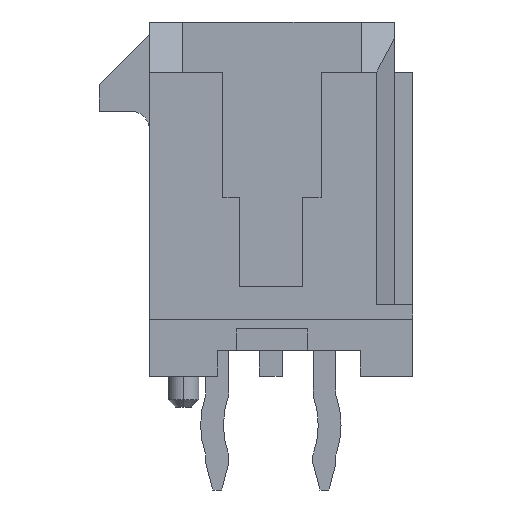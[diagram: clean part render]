
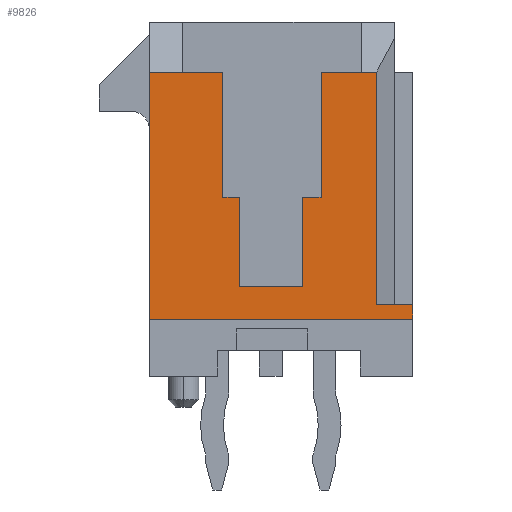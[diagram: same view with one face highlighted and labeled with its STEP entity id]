
A CAD part, left-side view. The second image highlights one B-rep face of the part: STEP entity #9826.
In plain terms, the highlighted planar face has unit normal (-1, 0, 0).
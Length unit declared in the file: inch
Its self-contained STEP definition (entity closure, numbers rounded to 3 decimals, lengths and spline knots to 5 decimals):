
#104 = DIRECTION ( 'NONE',  ( 0., 0., 1. ) ) ;
#152 = VERTEX_POINT ( 'NONE', #14153 ) ;
#198 = DIRECTION ( 'NONE',  ( 0., -1., 0. ) ) ;
#517 = EDGE_CURVE ( 'NONE', #2819, #12685, #15806, .T. ) ;
#875 = CARTESIAN_POINT ( 'NONE',  ( -0.42618, 0., 0. ) ) ;
#1078 = PLANE ( 'NONE',  #15163 ) ;
#1343 = VERTEX_POINT ( 'NONE', #13194 ) ;
#1383 = CARTESIAN_POINT ( 'NONE',  ( -0.42618, 0.03445, 0.00197 ) ) ;
#1575 = ORIENTED_EDGE ( 'NONE', *, *, #6193, .F. ) ;
#1583 = CARTESIAN_POINT ( 'NONE',  ( -0.42618, -0.03445, -0.09646 ) ) ;
#1709 = CARTESIAN_POINT ( 'NONE',  ( -0.42618, -0.11654, 0. ) ) ;
#2010 = ORIENTED_EDGE ( 'NONE', *, *, #3524, .F. ) ;
#2057 = VERTEX_POINT ( 'NONE', #13968 ) ;
#2179 = VECTOR ( 'NONE', #6923, 39.37008 ) ;
#2266 = LINE ( 'NONE', #9182, #18598 ) ;
#2342 = LINE ( 'NONE', #1583, #4327 ) ;
#2457 = DIRECTION ( 'NONE',  ( 0., 0., -1. ) ) ;
#2585 = EDGE_CURVE ( 'NONE', #18119, #12748, #15658, .T. ) ;
#2618 = CARTESIAN_POINT ( 'NONE',  ( -0.42618, 0.03445, -0.09646 ) ) ;
#2767 = DIRECTION ( 'NONE',  ( 0., 1., 0. ) ) ;
#2819 = VERTEX_POINT ( 'NONE', #7855 ) ;
#2940 = CARTESIAN_POINT ( 'NONE',  ( -0.42618, -0.05531, 0.00197 ) ) ;
#3258 = ORIENTED_EDGE ( 'NONE', *, *, #7581, .F. ) ;
#3524 = EDGE_CURVE ( 'NONE', #17728, #1343, #13453, .T. ) ;
#3615 = DIRECTION ( 'NONE',  ( 0., 0., 1. ) ) ;
#3876 = CARTESIAN_POINT ( 'NONE',  ( -0.42618, -0.09961, 0.13976 ) ) ;
#3895 = DIRECTION ( 'NONE',  ( 0., 1., 0. ) ) ;
#4327 = VECTOR ( 'NONE', #14360, 39.37008 ) ;
#4826 = LINE ( 'NONE', #1709, #17439 ) ;
#5161 = VECTOR ( 'NONE', #10744, 39.37008 ) ;
#5186 = ORIENTED_EDGE ( 'NONE', *, *, #12061, .T. ) ;
#5283 = ORIENTED_EDGE ( 'NONE', *, *, #2585, .T. ) ;
#5550 = VECTOR ( 'NONE', #3615, 39.37008 ) ;
#5551 = CARTESIAN_POINT ( 'NONE',  ( -0.42618, 0.13386, 0.19488 ) ) ;
#5654 = EDGE_CURVE ( 'NONE', #7905, #2819, #6317, .T. ) ;
#5694 = CARTESIAN_POINT ( 'NONE',  ( -0.42618, -0.03445, -0.09646 ) ) ;
#6192 = VECTOR ( 'NONE', #8333, 39.37008 ) ;
#6193 = EDGE_CURVE ( 'NONE', #12696, #12500, #11997, .T. ) ;
#6255 = ORIENTED_EDGE ( 'NONE', *, *, #9133, .T. ) ;
#6317 = LINE ( 'NONE', #5551, #6576 ) ;
#6567 = LINE ( 'NONE', #7059, #20191 ) ;
#6576 = VECTOR ( 'NONE', #13483, 39.37008 ) ;
#6923 = DIRECTION ( 'NONE',  ( 0., 0., 1. ) ) ;
#6940 = LINE ( 'NONE', #14873, #12130 ) ;
#7059 = CARTESIAN_POINT ( 'NONE',  ( -0.42618, 0.13386, 0.13976 ) ) ;
#7067 = VECTOR ( 'NONE', #8421, 39.37008 ) ;
#7143 = ORIENTED_EDGE ( 'NONE', *, *, #8222, .T. ) ;
#7184 = LINE ( 'NONE', #2940, #12372 ) ;
#7483 = EDGE_CURVE ( 'NONE', #17728, #2057, #7184, .T. ) ;
#7572 = VECTOR ( 'NONE', #13689, 39.37008 ) ;
#7581 = EDGE_CURVE ( 'NONE', #1343, #8854, #18579, .T. ) ;
#7833 = ORIENTED_EDGE ( 'NONE', *, *, #9525, .F. ) ;
#7855 = CARTESIAN_POINT ( 'NONE',  ( -0.42618, 0.13386, -0.13228 ) ) ;
#7905 = VERTEX_POINT ( 'NONE', #20485 ) ;
#7956 = VERTEX_POINT ( 'NONE', #12662 ) ;
#8121 = CARTESIAN_POINT ( 'NONE',  ( -0.42618, -0.05531, 0.13976 ) ) ;
#8222 = EDGE_CURVE ( 'NONE', #12685, #152, #14034, .T. ) ;
#8333 = DIRECTION ( 'NONE',  ( 0., -1., 0. ) ) ;
#8421 = DIRECTION ( 'NONE',  ( 0., 0., -1. ) ) ;
#8853 = CARTESIAN_POINT ( 'NONE',  ( -0.42618, -0.1563, -0.13228 ) ) ;
#8854 = VERTEX_POINT ( 'NONE', #3876 ) ;
#9042 = CARTESIAN_POINT ( 'NONE',  ( -0.42618, 0.13386, -0.13228 ) ) ;
#9133 = EDGE_CURVE ( 'NONE', #7956, #7905, #6567, .T. ) ;
#9166 = CARTESIAN_POINT ( 'NONE',  ( -0.42618, -0.05531, 0.00197 ) ) ;
#9182 = CARTESIAN_POINT ( 'NONE',  ( -0.42618, -0.1563, -0.11654 ) ) ;
#9525 = EDGE_CURVE ( 'NONE', #18714, #2057, #2342, .T. ) ;
#9638 = ORIENTED_EDGE ( 'NONE', *, *, #5654, .T. ) ;
#9826 = ADVANCED_FACE ( 'NONE', ( #18889 ), #1078, .F. ) ;
#10497 = CARTESIAN_POINT ( 'NONE',  ( -0.42618, -0.11654, 0.13976 ) ) ;
#10744 = DIRECTION ( 'NONE',  ( 0., -1., 0. ) ) ;
#10765 = VECTOR ( 'NONE', #198, 39.37008 ) ;
#11107 = EDGE_LOOP ( 'NONE', ( #5186, #15975, #14352, #3258, #2010, #15987, #7833, #18311, #5283, #16663, #1575, #19212, #6255, #9638, #13463, #7143 ) ) ;
#11355 = CARTESIAN_POINT ( 'NONE',  ( -0.42618, -0.05531, 0.00197 ) ) ;
#11831 = CARTESIAN_POINT ( 'NONE',  ( -0.42618, 0.03445, -0.09646 ) ) ;
#11997 = LINE ( 'NONE', #17884, #7067 ) ;
#12061 = EDGE_CURVE ( 'NONE', #152, #19397, #2266, .T. ) ;
#12130 = VECTOR ( 'NONE', #12991, 39.37008 ) ;
#12183 = DIRECTION ( 'NONE',  ( 1., 0., 0. ) ) ;
#12372 = VECTOR ( 'NONE', #18851, 39.37008 ) ;
#12500 = VERTEX_POINT ( 'NONE', #19749 ) ;
#12648 = LINE ( 'NONE', #17073, #20090 ) ;
#12662 = CARTESIAN_POINT ( 'NONE',  ( -0.42618, 0.09724, 0.13976 ) ) ;
#12685 = VERTEX_POINT ( 'NONE', #8853 ) ;
#12696 = VERTEX_POINT ( 'NONE', #13931 ) ;
#12748 = VERTEX_POINT ( 'NONE', #1383 ) ;
#12991 = DIRECTION ( 'NONE',  ( 0., -1., 0. ) ) ;
#13194 = CARTESIAN_POINT ( 'NONE',  ( -0.42618, -0.05531, 0.13976 ) ) ;
#13285 = CARTESIAN_POINT ( 'NONE',  ( -0.42618, -0.1563, -0.13228 ) ) ;
#13453 = LINE ( 'NONE', #11355, #5550 ) ;
#13463 = ORIENTED_EDGE ( 'NONE', *, *, #517, .T. ) ;
#13483 = DIRECTION ( 'NONE',  ( 0., 0., -1. ) ) ;
#13669 = DIRECTION ( 'NONE',  ( 0., 0., 1. ) ) ;
#13689 = DIRECTION ( 'NONE',  ( 0., 1., 0. ) ) ;
#13847 = EDGE_CURVE ( 'NONE', #12500, #12748, #14998, .T. ) ;
#13931 = CARTESIAN_POINT ( 'NONE',  ( -0.42618, 0.05295, 0.13976 ) ) ;
#13968 = CARTESIAN_POINT ( 'NONE',  ( -0.42618, -0.03445, 0.00197 ) ) ;
#14034 = LINE ( 'NONE', #13285, #2179 ) ;
#14153 = CARTESIAN_POINT ( 'NONE',  ( -0.42618, -0.1563, -0.11654 ) ) ;
#14352 = ORIENTED_EDGE ( 'NONE', *, *, #19288, .T. ) ;
#14360 = DIRECTION ( 'NONE',  ( 0., 0., 1. ) ) ;
#14369 = CARTESIAN_POINT ( 'NONE',  ( -0.42618, 0.05295, 0.00197 ) ) ;
#14703 = EDGE_CURVE ( 'NONE', #19397, #20096, #4826, .T. ) ;
#14873 = CARTESIAN_POINT ( 'NONE',  ( -0.42618, 0.09724, 0.13976 ) ) ;
#14998 = LINE ( 'NONE', #14369, #10765 ) ;
#15163 = AXIS2_PLACEMENT_3D ( 'NONE', #875, #12183, #2457 ) ;
#15658 = LINE ( 'NONE', #2618, #18374 ) ;
#15806 = LINE ( 'NONE', #9042, #5161 ) ;
#15975 = ORIENTED_EDGE ( 'NONE', *, *, #14703, .T. ) ;
#15987 = ORIENTED_EDGE ( 'NONE', *, *, #7483, .T. ) ;
#16663 = ORIENTED_EDGE ( 'NONE', *, *, #13847, .F. ) ;
#16748 = LINE ( 'NONE', #5694, #7572 ) ;
#17073 = CARTESIAN_POINT ( 'NONE',  ( -0.42618, -0.09961, 0.13976 ) ) ;
#17439 = VECTOR ( 'NONE', #104, 39.37008 ) ;
#17728 = VERTEX_POINT ( 'NONE', #9166 ) ;
#17884 = CARTESIAN_POINT ( 'NONE',  ( -0.42618, 0.05295, 0.13976 ) ) ;
#18119 = VERTEX_POINT ( 'NONE', #11831 ) ;
#18233 = EDGE_CURVE ( 'NONE', #18714, #18119, #16748, .T. ) ;
#18311 = ORIENTED_EDGE ( 'NONE', *, *, #18233, .T. ) ;
#18374 = VECTOR ( 'NONE', #13669, 39.37008 ) ;
#18517 = DIRECTION ( 'NONE',  ( 0., 1., 0. ) ) ;
#18579 = LINE ( 'NONE', #8121, #6192 ) ;
#18598 = VECTOR ( 'NONE', #18517, 39.37008 ) ;
#18714 = VERTEX_POINT ( 'NONE', #20085 ) ;
#18851 = DIRECTION ( 'NONE',  ( 0., 1., 0. ) ) ;
#18889 = FACE_OUTER_BOUND ( 'NONE', #11107, .T. ) ;
#19212 = ORIENTED_EDGE ( 'NONE', *, *, #19987, .F. ) ;
#19259 = CARTESIAN_POINT ( 'NONE',  ( -0.42618, -0.11654, -0.11654 ) ) ;
#19288 = EDGE_CURVE ( 'NONE', #20096, #8854, #12648, .T. ) ;
#19397 = VERTEX_POINT ( 'NONE', #19259 ) ;
#19749 = CARTESIAN_POINT ( 'NONE',  ( -0.42618, 0.05295, 0.00197 ) ) ;
#19987 = EDGE_CURVE ( 'NONE', #7956, #12696, #6940, .T. ) ;
#20085 = CARTESIAN_POINT ( 'NONE',  ( -0.42618, -0.03445, -0.09646 ) ) ;
#20090 = VECTOR ( 'NONE', #2767, 39.37008 ) ;
#20096 = VERTEX_POINT ( 'NONE', #10497 ) ;
#20191 = VECTOR ( 'NONE', #3895, 39.37008 ) ;
#20485 = CARTESIAN_POINT ( 'NONE',  ( -0.42618, 0.13386, 0.13976 ) ) ;
